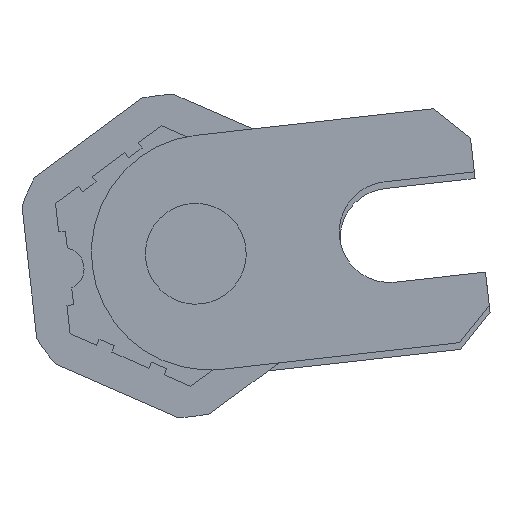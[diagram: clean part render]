
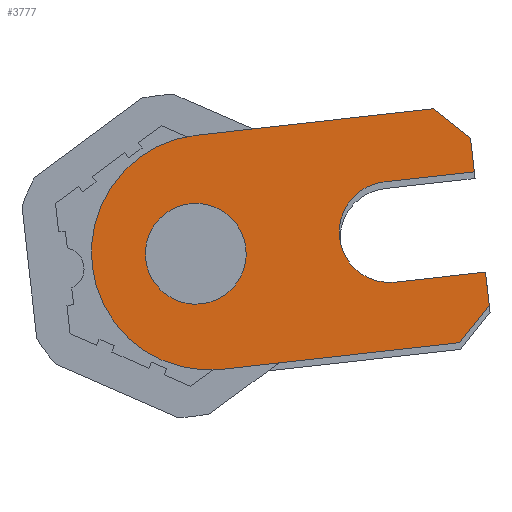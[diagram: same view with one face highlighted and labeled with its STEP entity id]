
A CAD part, left-side view. The second image highlights one B-rep face of the part: STEP entity #3777.
In plain terms, the highlighted planar face has unit normal (-1, 0, 0).
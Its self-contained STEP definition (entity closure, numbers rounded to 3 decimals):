
#18=FACE_BOUND('',#275,.T.);
#79=FACE_OUTER_BOUND('',#274,.T.);
#274=EDGE_LOOP('',(#2437,#2438,#2439,#2440,#2441,#2442,#2443,#2444,#2445,
#2446));
#275=EDGE_LOOP('',(#2447));
#475=LINE('',#5255,#949);
#477=LINE('',#5259,#951);
#482=LINE('',#5270,#956);
#484=LINE('',#5274,#958);
#487=LINE('',#5280,#961);
#492=LINE('',#5289,#966);
#494=LINE('',#5299,#968);
#499=LINE('',#5312,#973);
#949=VECTOR('',#4278,10.);
#951=VECTOR('',#4282,10.);
#956=VECTOR('',#4289,10.);
#958=VECTOR('',#4293,10.);
#961=VECTOR('',#4298,10.);
#966=VECTOR('',#4305,10.);
#968=VECTOR('',#4319,10.);
#973=VECTOR('',#4334,10.);
#1403=CIRCLE('',#3997,3.5);
#1405=CIRCLE('',#4001,1.5);
#1407=CIRCLE('',#4006,1.5);
#1468=VERTEX_POINT('',#5252);
#1469=VERTEX_POINT('',#5254);
#1470=VERTEX_POINT('',#5258);
#1474=VERTEX_POINT('',#5267);
#1475=VERTEX_POINT('',#5269);
#1476=VERTEX_POINT('',#5273);
#1478=VERTEX_POINT('',#5279);
#1481=VERTEX_POINT('',#5287);
#1483=VERTEX_POINT('',#5298);
#1485=VERTEX_POINT('',#5304);
#1487=VERTEX_POINT('',#5314);
#1828=EDGE_CURVE('',#1469,#1468,#475,.T.);
#1830=EDGE_CURVE('',#1470,#1469,#477,.T.);
#1835=EDGE_CURVE('',#1475,#1474,#482,.T.);
#1837=EDGE_CURVE('',#1476,#1475,#484,.T.);
#1840=EDGE_CURVE('',#1476,#1478,#487,.T.);
#1845=EDGE_CURVE('',#1481,#1468,#492,.T.);
#1848=EDGE_CURVE('',#1474,#1470,#1403,.T.);
#1850=EDGE_CURVE('',#1481,#1483,#494,.T.);
#1853=EDGE_CURVE('',#1483,#1485,#1405,.T.);
#1857=EDGE_CURVE('',#1478,#1485,#499,.T.);
#1858=EDGE_CURVE('',#1487,#1487,#1407,.T.);
#2437=ORIENTED_EDGE('',*,*,#1828,.T.);
#2438=ORIENTED_EDGE('',*,*,#1845,.F.);
#2439=ORIENTED_EDGE('',*,*,#1850,.T.);
#2440=ORIENTED_EDGE('',*,*,#1853,.T.);
#2441=ORIENTED_EDGE('',*,*,#1857,.F.);
#2442=ORIENTED_EDGE('',*,*,#1840,.F.);
#2443=ORIENTED_EDGE('',*,*,#1837,.T.);
#2444=ORIENTED_EDGE('',*,*,#1835,.T.);
#2445=ORIENTED_EDGE('',*,*,#1848,.T.);
#2446=ORIENTED_EDGE('',*,*,#1830,.T.);
#2447=ORIENTED_EDGE('',*,*,#1858,.F.);
#3404=PLANE('',#4008);
#3777=ADVANCED_FACE('',(#79,#18),#3404,.T.);
#3997=AXIS2_PLACEMENT_3D('',#5295,#4313,#4314);
#4001=AXIS2_PLACEMENT_3D('',#5305,#4324,#4325);
#4006=AXIS2_PLACEMENT_3D('',#5315,#4337,#4338);
#4008=AXIS2_PLACEMENT_3D('',#5319,#4342,#4343);
#4278=DIRECTION('',(0.,-0.624,0.781));
#4282=DIRECTION('',(0.,-0.994,0.111));
#4289=DIRECTION('',(0.,0.994,-0.111));
#4293=DIRECTION('',(0.,0.781,0.624));
#4298=DIRECTION('',(0.,-0.111,-0.994));
#4305=DIRECTION('',(0.,-0.111,-0.994));
#4313=DIRECTION('center_axis',(-1.,0.,0.));
#4314=DIRECTION('ref_axis',(0.,0.111,0.994));
#4319=DIRECTION('',(0.,0.994,-0.111));
#4324=DIRECTION('center_axis',(1.,0.,0.));
#4325=DIRECTION('ref_axis',(0.,0.111,0.994));
#4334=DIRECTION('',(0.,0.994,-0.111));
#4337=DIRECTION('center_axis',(-1.,0.,0.));
#4338=DIRECTION('ref_axis',(0.,0.111,0.994));
#4342=DIRECTION('center_axis',(-1.,0.,0.));
#4343=DIRECTION('ref_axis',(0.,0.111,0.994));
#5252=CARTESIAN_POINT('',(-250.523,-4.596,-4.825));
#5254=CARTESIAN_POINT('',(-250.523,-3.714,-5.93));
#5255=CARTESIAN_POINT('',(-250.523,-2.831,-7.035));
#5258=CARTESIAN_POINT('',(-250.523,3.342,-6.72));
#5259=CARTESIAN_POINT('',(-250.523,3.541,-6.742));
#5267=CARTESIAN_POINT('',(-250.523,4.121,0.236));
#5269=CARTESIAN_POINT('',(-250.523,-2.935,1.027));
#5270=CARTESIAN_POINT('',(-250.523,4.32,0.214));
#5273=CARTESIAN_POINT('',(-250.523,-4.04,0.144));
#5274=CARTESIAN_POINT('',(-250.523,-2.382,1.468));
#5279=CARTESIAN_POINT('',(-250.523,-4.151,-0.849));
#5280=CARTESIAN_POINT('',(-250.523,-4.485,-3.831));
#5287=CARTESIAN_POINT('',(-250.523,-4.485,-3.831));
#5289=CARTESIAN_POINT('',(-250.523,-4.485,-3.831));
#5295=CARTESIAN_POINT('Origin',(-250.523,3.732,-3.242));
#5298=CARTESIAN_POINT('',(-250.523,-1.802,-4.131));
#5299=CARTESIAN_POINT('',(-250.523,1.08,-4.454));
#5304=CARTESIAN_POINT('',(-250.523,-1.468,-1.15));
#5305=CARTESIAN_POINT('Origin',(-250.523,-1.635,-2.641));
#5312=CARTESIAN_POINT('',(-250.523,1.414,-1.473));
#5314=CARTESIAN_POINT('',(-250.523,4.296,-1.796));
#5315=CARTESIAN_POINT('Origin',(-250.523,4.129,-3.286));
#5319=CARTESIAN_POINT('Origin',(-250.523,4.129,-3.286));
